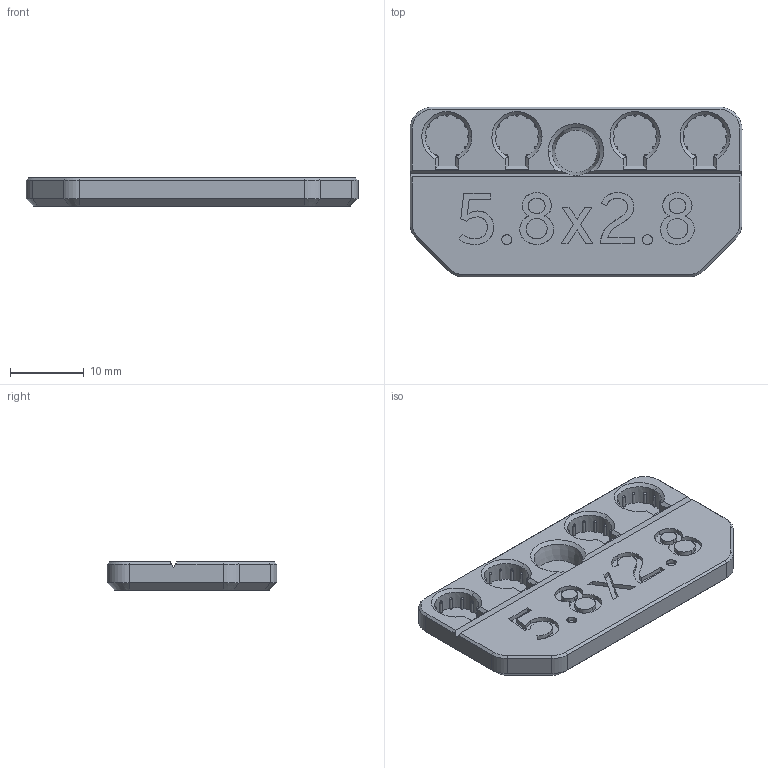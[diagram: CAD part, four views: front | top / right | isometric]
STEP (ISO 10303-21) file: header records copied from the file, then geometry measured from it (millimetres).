
FILE_DESCRIPTION(('FreeCAD Model'),'2;1');
FILE_NAME('Open CASCADE Shape Model','2025-06-17T11:53:27',(''),(''), 'Open CASCADE STEP processor 7.7','FreeCAD','Unknown');
FILE_SCHEMA(('AUTOMOTIVE_DESIGN { 1 0 10303 214 1 1 1 1 }'));
Length unit declared in the file: millimetre
Products named in the file (1): door_5.8x2.8magnet__+mesh
Bounding box: 45 x 23 x 3.8 mm (x, y, z)
Volume: 3195.1 mm3; surface area: 2802.7 mm2
Topology: 1 solids, 1 shells, 270 faces, 766 edges, 513 vertices
Faces by surface type: cylinder 98, plane 89, extrusion 60, cone 23
Entity records: 11996 total; most frequent: CARTESIAN_POINT 5038, ORIENTED_EDGE 1532, DIRECTION 1317, EDGE_CURVE 766, VERTEX_POINT 513, AXIS2_PLACEMENT_3D 449, VECTOR 419, LINE 359
